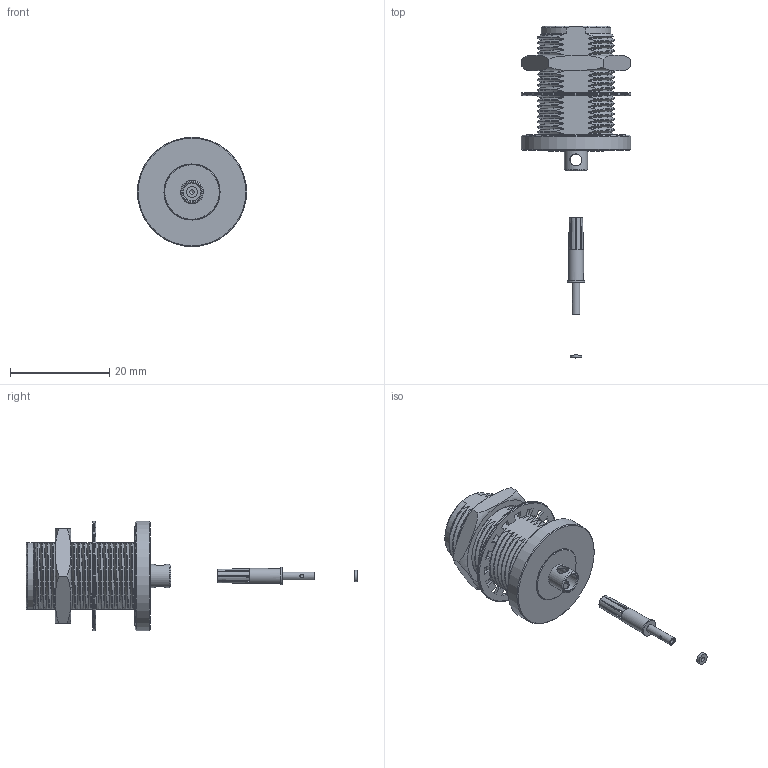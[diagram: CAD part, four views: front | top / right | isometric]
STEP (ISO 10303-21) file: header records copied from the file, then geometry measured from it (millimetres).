
FILE_DESCRIPTION(/* description */ ('Unknown'),/* implementation_level */ '2;1');
FILE_NAME(/* name */ '60429522410720',/* time_stamp */ '2022-07-29T08:54:06+02:00',/* author */ ('Unknown'),/* organization */ ('Unknown'),/* preprocessor_version */ 'ST-DEVELOPER v16.7',/* originating_system */ 'Solid Edge',/* authorisation */ 'Unknown');
FILE_SCHEMA (('AUTOMOTIVE_DESIGN {1 0 10303 214 3 1 1}'));
Products named in the file (9): 60429522410720; 60429522410720_Contact Pin; 60429522410720_Barrel; 60429522410720_Insulator2; 60429522410720_Insulator; 60429522410720_Body; 60429522410720_Gasket; 60429522410720_Washer; 60429522410720_Nut
Assembly tree (8 placements, depth 2):
  60429522410720
    60429522410720_Contact Pin
    60429522410720_Barrel
    60429522410720_Insulator2
    60429522410720_Insulator
    60429522410720_Body
    60429522410720_Gasket
    60429522410720_Washer
    60429522410720_Nut
Bounding box: 22 x 66.81 x 22 mm (x, y, z)
Volume: 4742.7 mm3; surface area: 6172.6 mm2
Topology: 8 solids, 8 shells, 381 faces, 1022 edges, 668 vertices
Faces by surface type: cylinder 148, plane 99, bspline 86, cone 44, torus 4
Full cylindrical faces by diameter (mm): 0.75 x1, 0.9 x1, 1 x1, 1.6 x1, 1.75 x1, 2.3 x1, 2.4 x2, 3.03 x1, 3.1 x1, 3.5 x1, 3.64 x1, 3.9 x1, 4.67 x1, 6.95 x1, 7 x1, 7.75 x1, 8.2 x1, 8.6 x1, 10.15 x2, 11.2 x1, 11.3 x2, 15.8 x1, 20 x2, 22 x2
Entity records: 124503 total; most frequent: CARTESIAN_POINT 116201, ORIENTED_EDGE 1906, DIRECTION 1339, EDGE_CURVE 953, VERTEX_POINT 651, AXIS2_PLACEMENT_3D 502, FACE_BOUND 462, EDGE_LOOP 460
